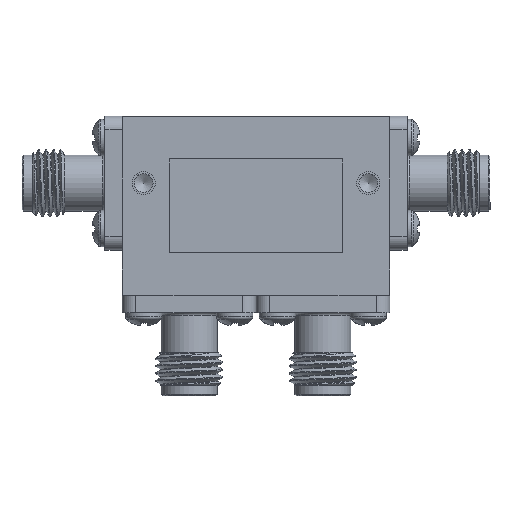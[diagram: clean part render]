
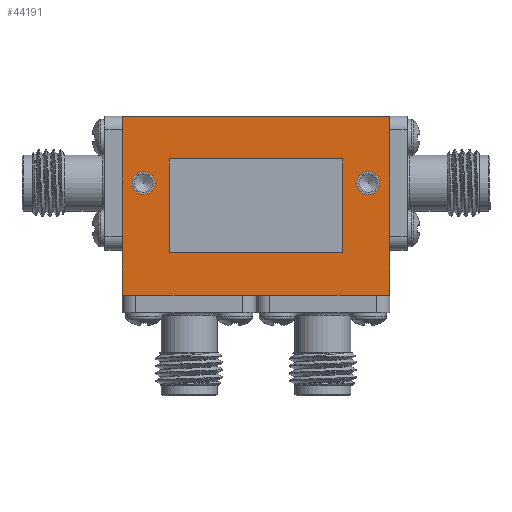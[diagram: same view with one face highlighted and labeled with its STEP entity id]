
A CAD part, top view. The second image highlights one B-rep face of the part: STEP entity #44191.
In plain terms, the highlighted planar face has unit normal (0, 0, 1).
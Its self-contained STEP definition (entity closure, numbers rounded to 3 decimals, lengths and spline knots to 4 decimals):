
#443 = CARTESIAN_POINT ( 'NONE',  ( -0.5, -0.335, 0.25 ) ) ;
#790 = FACE_BOUND ( 'NONE', #40829, .T. ) ;
#830 = DIRECTION ( 'NONE',  ( 0., 1., 0. ) ) ;
#918 = VERTEX_POINT ( 'NONE', #38212 ) ;
#1101 = DIRECTION ( 'NONE',  ( 0., -1., 0. ) ) ;
#1446 = DIRECTION ( 'NONE',  ( 0., -1., 0. ) ) ;
#1534 = ORIENTED_EDGE ( 'NONE', *, *, #43521, .T. ) ;
#1764 = ORIENTED_EDGE ( 'NONE', *, *, #5820, .F. ) ;
#1948 = EDGE_CURVE ( 'NONE', #21623, #18062, #23999, .T. ) ;
#1971 = LINE ( 'NONE', #443, #16913 ) ;
#2198 = EDGE_CURVE ( 'NONE', #8768, #39978, #7444, .T. ) ;
#2481 = VECTOR ( 'NONE', #35872, 39.3701 ) ;
#2844 = CARTESIAN_POINT ( 'NONE',  ( -0.42, 0.085, 0.25 ) ) ;
#3850 = ORIENTED_EDGE ( 'NONE', *, *, #18364, .F. ) ;
#4424 = EDGE_CURVE ( 'NONE', #18062, #11376, #26398, .T. ) ;
#4496 = CARTESIAN_POINT ( 'NONE',  ( -0.5, 0.335, 0.25 ) ) ;
#4504 = CARTESIAN_POINT ( 'NONE',  ( 0.5, 0.335, 0.25 ) ) ;
#4792 = CARTESIAN_POINT ( 'NONE',  ( -0.565, -0.335, 0.25 ) ) ;
#5037 = VECTOR ( 'NONE', #830, 39.3701 ) ;
#5327 = PLANE ( 'NONE',  #21332 ) ;
#5395 = VERTEX_POINT ( 'NONE', #44325 ) ;
#5820 = EDGE_CURVE ( 'NONE', #26435, #42740, #22575, .T. ) ;
#6357 = VERTEX_POINT ( 'NONE', #43788 ) ;
#6428 = CARTESIAN_POINT ( 'NONE',  ( -0.5, -0.335, 0.25 ) ) ;
#7124 = VERTEX_POINT ( 'NONE', #12769 ) ;
#7444 = LINE ( 'NONE', #7447, #16008 ) ;
#7447 = CARTESIAN_POINT ( 'NONE',  ( -0.5, 0.335, 0.25 ) ) ;
#8026 = ORIENTED_EDGE ( 'NONE', *, *, #20977, .F. ) ;
#8090 = CARTESIAN_POINT ( 'NONE',  ( 0.463, 0.085, 0.25 ) ) ;
#8190 = CARTESIAN_POINT ( 'NONE',  ( 0.325, -0.175, 0.25 ) ) ;
#8296 = VECTOR ( 'NONE', #18085, 39.3701 ) ;
#8583 = ORIENTED_EDGE ( 'NONE', *, *, #29839, .T. ) ;
#8768 = VERTEX_POINT ( 'NONE', #4504 ) ;
#8815 = LINE ( 'NONE', #41978, #8296 ) ;
#9358 = CARTESIAN_POINT ( 'NONE',  ( -0.5, 0.335, 0.25 ) ) ;
#9437 = ORIENTED_EDGE ( 'NONE', *, *, #36610, .F. ) ;
#9525 = EDGE_CURVE ( 'NONE', #5395, #26435, #24586, .T. ) ;
#9839 = DIRECTION ( 'NONE',  ( 1., 0., 0. ) ) ;
#9999 = ORIENTED_EDGE ( 'NONE', *, *, #12998, .T. ) ;
#10206 = ORIENTED_EDGE ( 'NONE', *, *, #28802, .T. ) ;
#10405 = VECTOR ( 'NONE', #34147, 39.3701 ) ;
#10859 = DIRECTION ( 'NONE',  ( 1., 0., 0. ) ) ;
#11376 = VERTEX_POINT ( 'NONE', #38399 ) ;
#11525 = ORIENTED_EDGE ( 'NONE', *, *, #41857, .F. ) ;
#12077 = EDGE_LOOP ( 'NONE', ( #3850 ) ) ;
#12344 = ORIENTED_EDGE ( 'NONE', *, *, #4424, .T. ) ;
#12698 = VECTOR ( 'NONE', #15906, 39.3701 ) ;
#12769 = CARTESIAN_POINT ( 'NONE',  ( -0.5, -0.335, 0.25 ) ) ;
#12862 = DIRECTION ( 'NONE',  ( -1., 0., 0. ) ) ;
#12998 = EDGE_CURVE ( 'NONE', #38921, #27088, #13261, .T. ) ;
#13261 = LINE ( 'NONE', #9358, #24509 ) ;
#13327 = ORIENTED_EDGE ( 'NONE', *, *, #38649, .T. ) ;
#13625 = FACE_BOUND ( 'NONE', #12077, .T. ) ;
#13663 = CARTESIAN_POINT ( 'NONE',  ( -0.5, -0.115, 0.25 ) ) ;
#14009 = AXIS2_PLACEMENT_3D ( 'NONE', #2844, #37115, #36824 ) ;
#15201 = EDGE_LOOP ( 'NONE', ( #11525, #1534, #17297, #13327, #9999, #10206, #26116, #24259, #22170, #12344, #33594, #8583 ) ) ;
#15240 = LINE ( 'NONE', #40481, #10405 ) ;
#15354 = CARTESIAN_POINT ( 'NONE',  ( 0.05, -0.335, 0.25 ) ) ;
#15373 = DIRECTION ( 'NONE',  ( 0., 0., -1. ) ) ;
#15906 = DIRECTION ( 'NONE',  ( 1., 0., 0. ) ) ;
#16008 = VECTOR ( 'NONE', #34248, 39.3701 ) ;
#16081 = ORIENTED_EDGE ( 'NONE', *, *, #9525, .F. ) ;
#16372 = LINE ( 'NONE', #24872, #24905 ) ;
#16612 = VERTEX_POINT ( 'NONE', #42401 ) ;
#16913 = VECTOR ( 'NONE', #34278, 39.3701 ) ;
#17297 = ORIENTED_EDGE ( 'NONE', *, *, #2198, .T. ) ;
#17502 = EDGE_CURVE ( 'NONE', #6357, #21623, #29258, .T. ) ;
#17793 = AXIS2_PLACEMENT_3D ( 'NONE', #21293, #28182, #10859 ) ;
#18062 = VERTEX_POINT ( 'NONE', #15354 ) ;
#18085 = DIRECTION ( 'NONE',  ( 0., -1., 0. ) ) ;
#18364 = EDGE_CURVE ( 'NONE', #32850, #32850, #40005, .T. ) ;
#18620 = ORIENTED_EDGE ( 'NONE', *, *, #18706, .F. ) ;
#18706 = EDGE_CURVE ( 'NONE', #28858, #5395, #44340, .T. ) ;
#19381 = CARTESIAN_POINT ( 'NONE',  ( -0.325, -0.175, 0.25 ) ) ;
#19809 = VECTOR ( 'NONE', #1446, 39.3701 ) ;
#20781 = CARTESIAN_POINT ( 'NONE',  ( -0.05, -0.335, 0.25 ) ) ;
#20977 = EDGE_CURVE ( 'NONE', #27997, #27997, #40462, .T. ) ;
#21293 = CARTESIAN_POINT ( 'NONE',  ( 0.42, 0.085, 0.25 ) ) ;
#21332 = AXIS2_PLACEMENT_3D ( 'NONE', #28822, #15373, #22516 ) ;
#21623 = VERTEX_POINT ( 'NONE', #20781 ) ;
#21635 = EDGE_CURVE ( 'NONE', #11376, #41499, #1971, .T. ) ;
#21825 = CARTESIAN_POINT ( 'NONE',  ( 0.325, -0.175, 0.25 ) ) ;
#22082 = CARTESIAN_POINT ( 'NONE',  ( -0.325, -0.175, 0.25 ) ) ;
#22126 = CARTESIAN_POINT ( 'NONE',  ( -0.377, 0.085, 0.25 ) ) ;
#22170 = ORIENTED_EDGE ( 'NONE', *, *, #1948, .T. ) ;
#22516 = DIRECTION ( 'NONE',  ( 1., 0., 0. ) ) ;
#22575 = LINE ( 'NONE', #19381, #39770 ) ;
#23369 = EDGE_LOOP ( 'NONE', ( #8026 ) ) ;
#23735 = CARTESIAN_POINT ( 'NONE',  ( -0.325, 0.175, 0.25 ) ) ;
#23999 = LINE ( 'NONE', #6428, #43953 ) ;
#24259 = ORIENTED_EDGE ( 'NONE', *, *, #17502, .T. ) ;
#24509 = VECTOR ( 'NONE', #33459, 39.3701 ) ;
#24586 = LINE ( 'NONE', #23735, #33728 ) ;
#24645 = EDGE_CURVE ( 'NONE', #7124, #6357, #29851, .T. ) ;
#24872 = CARTESIAN_POINT ( 'NONE',  ( 0.5, 0.335, 0.25 ) ) ;
#24905 = VECTOR ( 'NONE', #1101, 39.3701 ) ;
#26116 = ORIENTED_EDGE ( 'NONE', *, *, #24645, .T. ) ;
#26398 = LINE ( 'NONE', #4792, #43643 ) ;
#26435 = VERTEX_POINT ( 'NONE', #28493 ) ;
#26455 = LINE ( 'NONE', #27750, #5037 ) ;
#27088 = VERTEX_POINT ( 'NONE', #13663 ) ;
#27288 = CARTESIAN_POINT ( 'NONE',  ( 0.5, -0.335, 0.25 ) ) ;
#27750 = CARTESIAN_POINT ( 'NONE',  ( 0.5, -0.335, 0.25 ) ) ;
#27997 = VERTEX_POINT ( 'NONE', #8090 ) ;
#28182 = DIRECTION ( 'NONE',  ( 0., 0., 1. ) ) ;
#28199 = VECTOR ( 'NONE', #34891, 39.3701 ) ;
#28493 = CARTESIAN_POINT ( 'NONE',  ( -0.325, 0.175, 0.25 ) ) ;
#28802 = EDGE_CURVE ( 'NONE', #27088, #7124, #8815, .T. ) ;
#28822 = CARTESIAN_POINT ( 'NONE',  ( -0.565, 0.335, 0.25 ) ) ;
#28858 = VERTEX_POINT ( 'NONE', #21825 ) ;
#29258 = LINE ( 'NONE', #29506, #12698 ) ;
#29506 = CARTESIAN_POINT ( 'NONE',  ( -0.565, -0.335, 0.25 ) ) ;
#29839 = EDGE_CURVE ( 'NONE', #41499, #16612, #26455, .T. ) ;
#29851 = LINE ( 'NONE', #31137, #28199 ) ;
#29977 = LINE ( 'NONE', #38543, #19809 ) ;
#30461 = VECTOR ( 'NONE', #35876, 39.3701 ) ;
#31137 = CARTESIAN_POINT ( 'NONE',  ( -0.5, -0.335, 0.25 ) ) ;
#31732 = DIRECTION ( 'NONE',  ( 1., 0., 0. ) ) ;
#32012 = CARTESIAN_POINT ( 'NONE',  ( -0.325, -0.175, 0.25 ) ) ;
#32850 = VERTEX_POINT ( 'NONE', #22126 ) ;
#33440 = FACE_OUTER_BOUND ( 'NONE', #15201, .T. ) ;
#33459 = DIRECTION ( 'NONE',  ( 0., -1., 0. ) ) ;
#33594 = ORIENTED_EDGE ( 'NONE', *, *, #21635, .T. ) ;
#33728 = VECTOR ( 'NONE', #12862, 39.3701 ) ;
#34147 = DIRECTION ( 'NONE',  ( 0., 1., 0. ) ) ;
#34248 = DIRECTION ( 'NONE',  ( -1., 0., 0. ) ) ;
#34278 = DIRECTION ( 'NONE',  ( 1., 0., 0. ) ) ;
#34782 = LINE ( 'NONE', #22082, #30461 ) ;
#34891 = DIRECTION ( 'NONE',  ( 1., 0., 0. ) ) ;
#35872 = DIRECTION ( 'NONE',  ( 0., 1., 0. ) ) ;
#35876 = DIRECTION ( 'NONE',  ( 1., 0., 0. ) ) ;
#36610 = EDGE_CURVE ( 'NONE', #42740, #28858, #34782, .T. ) ;
#36824 = DIRECTION ( 'NONE',  ( 1., 0., 0. ) ) ;
#37115 = DIRECTION ( 'NONE',  ( 0., 0., 1. ) ) ;
#38212 = CARTESIAN_POINT ( 'NONE',  ( 0.5, 0.285, 0.25 ) ) ;
#38399 = CARTESIAN_POINT ( 'NONE',  ( 0.45, -0.335, 0.25 ) ) ;
#38543 = CARTESIAN_POINT ( 'NONE',  ( -0.5, -0.335, 0.25 ) ) ;
#38649 = EDGE_CURVE ( 'NONE', #39978, #38921, #29977, .T. ) ;
#38921 = VERTEX_POINT ( 'NONE', #41119 ) ;
#39770 = VECTOR ( 'NONE', #40242, 39.3701 ) ;
#39978 = VERTEX_POINT ( 'NONE', #4496 ) ;
#40005 = CIRCLE ( 'NONE', #14009, 0.043 ) ;
#40242 = DIRECTION ( 'NONE',  ( 0., -1., 0. ) ) ;
#40462 = CIRCLE ( 'NONE', #17793, 0.043 ) ;
#40481 = CARTESIAN_POINT ( 'NONE',  ( 0.5, -0.335, 0.25 ) ) ;
#40829 = EDGE_LOOP ( 'NONE', ( #18620, #9437, #1764, #16081 ) ) ;
#41119 = CARTESIAN_POINT ( 'NONE',  ( -0.5, 0.285, 0.25 ) ) ;
#41499 = VERTEX_POINT ( 'NONE', #27288 ) ;
#41857 = EDGE_CURVE ( 'NONE', #918, #16612, #16372, .T. ) ;
#41978 = CARTESIAN_POINT ( 'NONE',  ( -0.5, -0.335, 0.25 ) ) ;
#42401 = CARTESIAN_POINT ( 'NONE',  ( 0.5, -0.115, 0.25 ) ) ;
#42740 = VERTEX_POINT ( 'NONE', #32012 ) ;
#43521 = EDGE_CURVE ( 'NONE', #918, #8768, #15240, .T. ) ;
#43643 = VECTOR ( 'NONE', #31732, 39.3701 ) ;
#43710 = FACE_BOUND ( 'NONE', #23369, .T. ) ;
#43788 = CARTESIAN_POINT ( 'NONE',  ( -0.45, -0.335, 0.25 ) ) ;
#43953 = VECTOR ( 'NONE', #9839, 39.3701 ) ;
#44191 = ADVANCED_FACE ( 'NONE', ( #790, #13625, #43710, #33440 ), #5327, .F. ) ;
#44325 = CARTESIAN_POINT ( 'NONE',  ( 0.325, 0.175, 0.25 ) ) ;
#44340 = LINE ( 'NONE', #8190, #2481 ) ;
